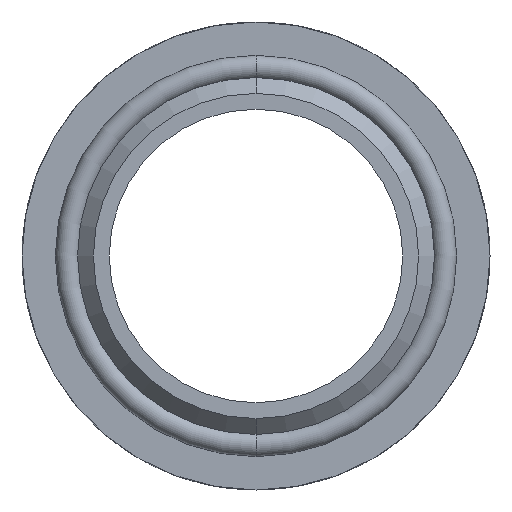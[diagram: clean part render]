
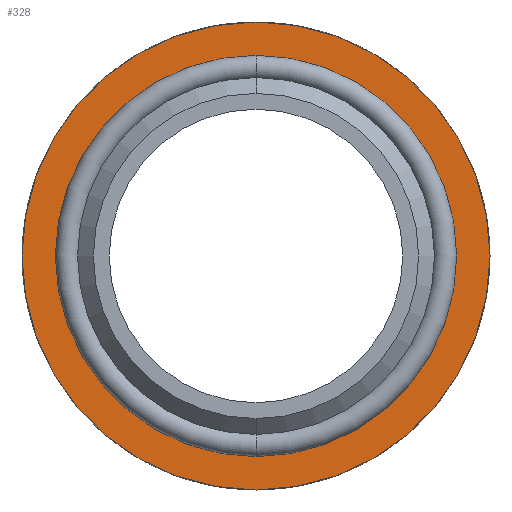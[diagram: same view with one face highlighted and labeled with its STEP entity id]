
A CAD part, front view. The second image highlights one B-rep face of the part: STEP entity #328.
In plain terms, the highlighted planar face has unit normal (0, -1, 0).
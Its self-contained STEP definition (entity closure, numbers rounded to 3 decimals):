
#15 = FACE_OUTER_BOUND ( 'NONE', #2241, .T. ) ;
#19 = AXIS2_PLACEMENT_3D ( 'NONE', #1683, #1682, #1681 ) ;
#43 = FACE_BOUND ( 'NONE', #2239, .T. ) ;
#127 = CARTESIAN_POINT ( 'NONE',  ( 0., -5.352, 14.75 ) ) ;
#172 = CARTESIAN_POINT ( 'NONE',  ( 0., -5.352, 12.274 ) ) ;
#178 = CARTESIAN_POINT ( 'NONE',  ( 0., -5.352, -12.274 ) ) ;
#260 = VERTEX_POINT ( 'NONE', #178 ) ;
#266 = VERTEX_POINT ( 'NONE', #172 ) ;
#311 = VERTEX_POINT ( 'NONE', #127 ) ;
#328 = ADVANCED_FACE ( 'NONE', ( #43, #15 ), #1684, .F. ) ;
#382 = AXIS2_PLACEMENT_3D ( 'NONE', #2066, #2067, #2068 ) ;
#513 = EDGE_CURVE ( 'NONE', #260, #266, #682, .T. ) ;
#514 = EDGE_CURVE ( 'NONE', #2154, #311, #683, .T. ) ;
#560 = AXIS2_PLACEMENT_3D ( 'NONE', #1827, #1828, #1829 ) ;
#570 = AXIS2_PLACEMENT_3D ( 'NONE', #1824, #1825, #1826 ) ;
#602 = CIRCLE ( 'NONE', #382, 12.274 ) ;
#607 = CIRCLE ( 'NONE', #984, 14.75 ) ;
#682 = CIRCLE ( 'NONE', #570, 12.274 ) ;
#683 = CIRCLE ( 'NONE', #560, 14.75 ) ;
#748 = EDGE_CURVE ( 'NONE', #266, #260, #602, .T. ) ;
#860 = ORIENTED_EDGE ( 'NONE', *, *, #514, .F. ) ;
#861 = ORIENTED_EDGE ( 'NONE', *, *, #1725, .F. ) ;
#862 = ORIENTED_EDGE ( 'NONE', *, *, #748, .T. ) ;
#864 = ORIENTED_EDGE ( 'NONE', *, *, #513, .T. ) ;
#984 = AXIS2_PLACEMENT_3D ( 'NONE', #1150, #1157, #1158 ) ;
#1150 = CARTESIAN_POINT ( 'NONE',  ( 0., -5.352, 0. ) ) ;
#1157 = DIRECTION ( 'NONE',  ( 0., 1., 0. ) ) ;
#1158 = DIRECTION ( 'NONE',  ( 0., 0., 1. ) ) ;
#1405 = CARTESIAN_POINT ( 'NONE',  ( 0., -5.352, -14.75 ) ) ;
#1681 = DIRECTION ( 'NONE',  ( 0., 0., 1. ) ) ;
#1682 = DIRECTION ( 'NONE',  ( 0., 1., 0. ) ) ;
#1683 = CARTESIAN_POINT ( 'NONE',  ( 14.75, -5.352, 0. ) ) ;
#1684 = PLANE ( 'NONE',  #19 ) ;
#1725 = EDGE_CURVE ( 'NONE', #311, #2154, #607, .T. ) ;
#1824 = CARTESIAN_POINT ( 'NONE',  ( 0., -5.352, 0. ) ) ;
#1825 = DIRECTION ( 'NONE',  ( 0., 1., 0. ) ) ;
#1826 = DIRECTION ( 'NONE',  ( 0., 0., 1. ) ) ;
#1827 = CARTESIAN_POINT ( 'NONE',  ( 0., -5.352, 0. ) ) ;
#1828 = DIRECTION ( 'NONE',  ( 0., 1., 0. ) ) ;
#1829 = DIRECTION ( 'NONE',  ( 0., 0., 1. ) ) ;
#2066 = CARTESIAN_POINT ( 'NONE',  ( 0., -5.352, 0. ) ) ;
#2067 = DIRECTION ( 'NONE',  ( 0., 1., 0. ) ) ;
#2068 = DIRECTION ( 'NONE',  ( 0., 0., 1. ) ) ;
#2154 = VERTEX_POINT ( 'NONE', #1405 ) ;
#2239 = EDGE_LOOP ( 'NONE', ( #864, #862 ) ) ;
#2241 = EDGE_LOOP ( 'NONE', ( #861, #860 ) ) ;
